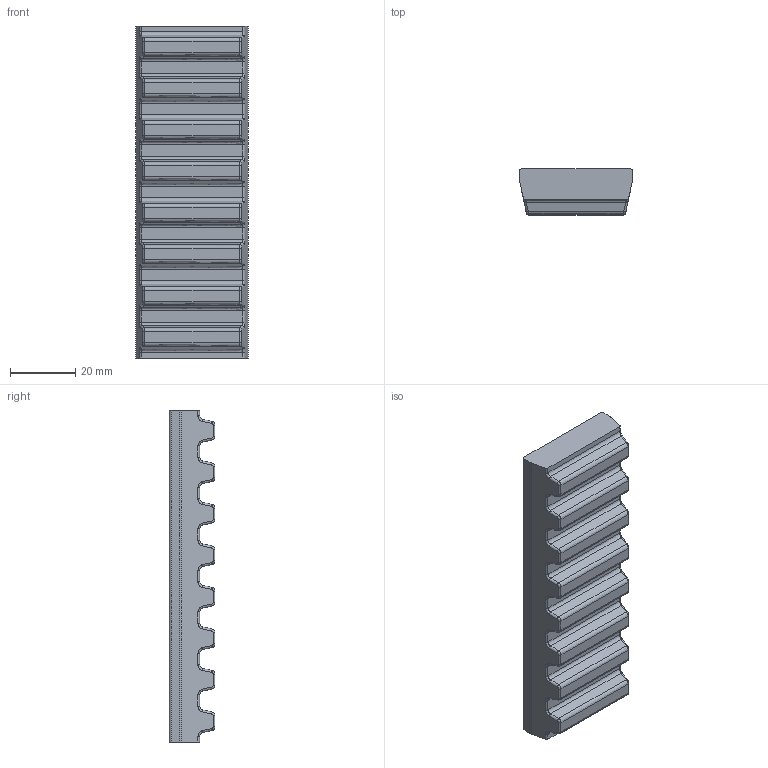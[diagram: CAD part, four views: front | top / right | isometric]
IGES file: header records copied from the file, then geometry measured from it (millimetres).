
Global section: file name: _cgs_temp_output.igs; native system: Creo Parametric by Parametric Technology Corporation; preprocessor: 2016360; author: SYSTEM; organization: Unknown; date: 20170924.121850; units: inch
Bounding box: 34.54 x 13.97 x 101.6 mm (x, y, z)
Volume: 39287.9 mm3; surface area: 11138 mm2
Topology: 1 solids, 1 shells, 206 faces, 484 edges, 280 vertices
Faces by surface type: bspline 104, revolution 102
